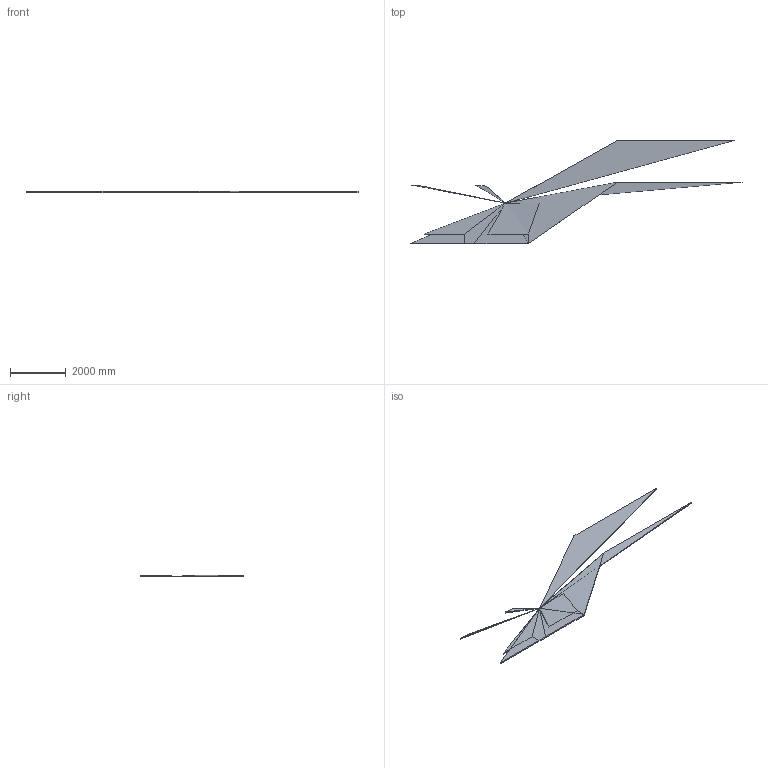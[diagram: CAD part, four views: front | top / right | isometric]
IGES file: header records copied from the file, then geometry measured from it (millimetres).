
Start section: C
Global section: file name: 760308101220.igs; native system: By Siemens PLM Incorporated; preprocessor: XPlus GENERIC/IGES 17.0.49; author: Author; organization: Title; date: 20151119.134246; units: millimetre
Bounding box: 11897.94 x 3701.01 x 48.36 mm (x, y, z)
Volume: 144.9 mm3; surface area: 3473.7 mm2
Topology: 6 solids, 8 shells, 266 faces, 542 edges, 292 vertices
Faces by surface type: bspline 266
